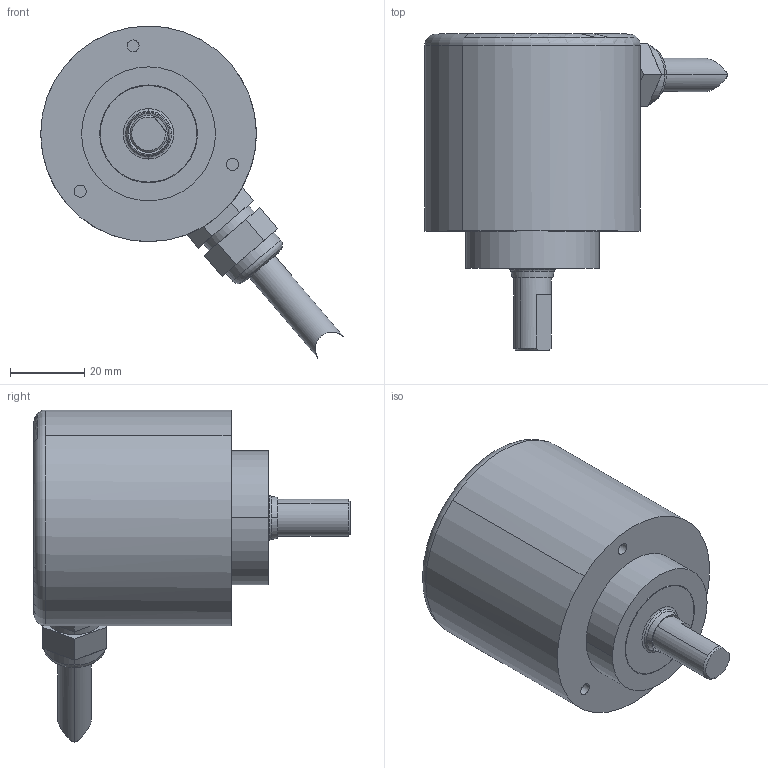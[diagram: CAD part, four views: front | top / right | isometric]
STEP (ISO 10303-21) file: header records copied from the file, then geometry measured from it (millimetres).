
FILE_DESCRIPTION((''),'2;1');
FILE_NAME('DM_CAD-1982_RADIAL_SW0002','2014-07-04T',('creinig-se'),(''),'PRO/ENGINEER BY PARAMETRIC TECHNOLOGY CORPORATION, 2013050','PRO/ENGINEER BY PARAMETRIC TECHNOLOGY CORPORATION, 2013050','');
FILE_SCHEMA(('CONFIG_CONTROL_DESIGN'));
Length unit declared in the file: millimetre
Products named in the file (1): DM_CAD-1982_RADIAL_SW0002
Bounding box: 81.38 x 85 x 89.28 mm (x, y, z)
Volume: 157126.4 mm3; surface area: 18785.5 mm2
Topology: 1 solids, 1 shells, 75 faces, 178 edges, 115 vertices
Faces by surface type: plane 32, cylinder 23, torus 11, cone 7, bspline 2
Entity records: 3117 total; most frequent: CARTESIAN_POINT 737, DIRECTION 392, ORIENTED_EDGE 356, EDGE_CURVE 178, AXIS2_PLACEMENT_3D 159, VERTEX_POINT 115, CIRCLE 86, EDGE_LOOP 85
